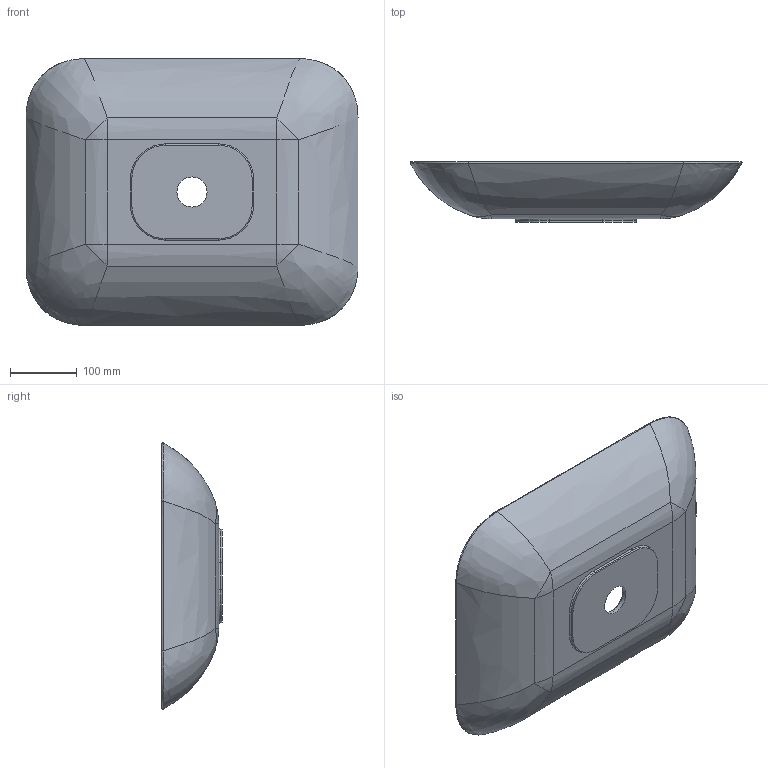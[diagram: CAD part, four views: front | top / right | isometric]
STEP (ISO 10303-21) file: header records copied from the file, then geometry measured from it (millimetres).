
FILE_DESCRIPTION (( 'STEP AP214' ), '1' );
FILE_NAME ('marteen.STEP', '2019-01-15T06:48:27', ( '' ), ( '' ), 'SwSTEP 2.0', 'SolidWorks 2018', '' );
FILE_SCHEMA (( 'AUTOMOTIVE_DESIGN' ));
Length unit declared in the file: millimetre
Products named in the file (2): marteen
Bounding box: 496.89 x 90 x 398.89 mm (x, y, z)
Volume: 2993253.8 mm3; surface area: 469928.3 mm2
Topology: 1 solids, 1 shells, 76 faces, 162 edges, 90 vertices
Faces by surface type: bspline 40, cylinder 10, torus 8, plane 8, sphere 8, cone 2
Entity records: 5791 total; most frequent: CARTESIAN_POINT 4340, ORIENTED_EDGE 324, DIRECTION 248, EDGE_CURVE 162, AXIS2_PLACEMENT_3D 112, VERTEX_POINT 90, EDGE_LOOP 80, FACE_OUTER_BOUND 76
